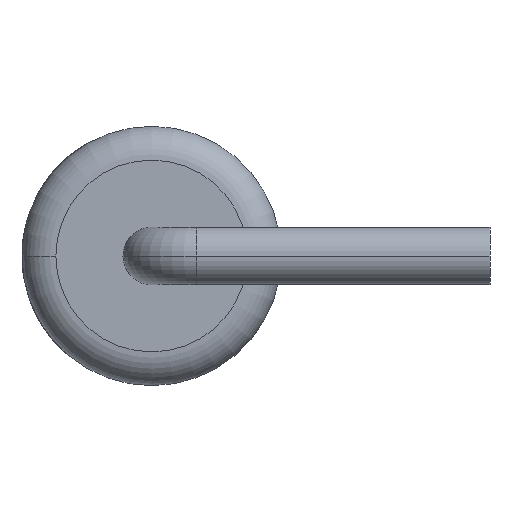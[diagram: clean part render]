
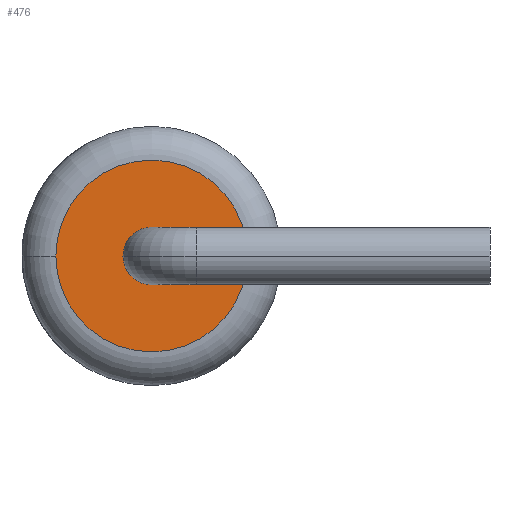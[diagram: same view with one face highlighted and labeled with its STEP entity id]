
A CAD part, left-side view. The second image highlights one B-rep face of the part: STEP entity #476.
In plain terms, the highlighted planar face has unit normal (-1, 0, 0).
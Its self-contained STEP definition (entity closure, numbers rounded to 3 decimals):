
#209 = CARTESIAN_POINT ( 'NONE',  ( 1.956, 5., 0. ) ) ;
#210 = DIRECTION ( 'NONE',  ( 1., 0., 0. ) ) ;
#211 = DIRECTION ( 'NONE',  ( 0., 0., 1. ) ) ;
#215 = CARTESIAN_POINT ( 'NONE',  ( 1.956, 5., 0. ) ) ;
#216 = DIRECTION ( 'NONE',  ( -1., 0., 0. ) ) ;
#217 = DIRECTION ( 'NONE',  ( 0., 1., 0. ) ) ;
#413 = EDGE_CURVE ( 'NONE', #1082, #1103, #1312, .T. ) ;
#476 = ADVANCED_FACE ( 'NONE', ( #2840, #2850 ), #2626, .F. ) ;
#493 = EDGE_CURVE ( 'NONE', #1122, #1096, #2867, .T. ) ;
#913 = ORIENTED_EDGE ( 'NONE', *, *, #1394, .T. ) ;
#914 = ORIENTED_EDGE ( 'NONE', *, *, #493, .T. ) ;
#915 = ORIENTED_EDGE ( 'NONE', *, *, #413, .T. ) ;
#916 = ORIENTED_EDGE ( 'NONE', *, *, #1392, .T. ) ;
#1082 = VERTEX_POINT ( 'NONE', #3034 ) ;
#1096 = VERTEX_POINT ( 'NONE', #3048 ) ;
#1103 = VERTEX_POINT ( 'NONE', #3055 ) ;
#1122 = VERTEX_POINT ( 'NONE', #3074 ) ;
#1312 = CIRCLE ( 'NONE', #1449, 0.51 ) ;
#1392 = EDGE_CURVE ( 'NONE', #1103, #1082, #2900, .T. ) ;
#1394 = EDGE_CURVE ( 'NONE', #1096, #1122, #2902, .T. ) ;
#1449 = AXIS2_PLACEMENT_3D ( 'NONE', #2151, #2152, #2153 ) ;
#2151 = CARTESIAN_POINT ( 'NONE',  ( 1.956, 5., 0. ) ) ;
#2152 = DIRECTION ( 'NONE',  ( 1., 0., 0. ) ) ;
#2153 = DIRECTION ( 'NONE',  ( 0., 0., 1. ) ) ;
#2626 = PLANE ( 'NONE',  #2747 ) ;
#2633 = CARTESIAN_POINT ( 'NONE',  ( 1.956, 5., 0. ) ) ;
#2634 = DIRECTION ( 'NONE',  ( 1., 0., 0. ) ) ;
#2635 = DIRECTION ( 'NONE',  ( 0., 1., 0. ) ) ;
#2674 = CARTESIAN_POINT ( 'NONE',  ( 1.956, 5., 0. ) ) ;
#2675 = DIRECTION ( 'NONE',  ( -1., 0., 0. ) ) ;
#2676 = DIRECTION ( 'NONE',  ( 0., 1., 0. ) ) ;
#2747 = AXIS2_PLACEMENT_3D ( 'NONE', #2633, #2634, #2635 ) ;
#2759 = AXIS2_PLACEMENT_3D ( 'NONE', #2674, #2675, #2676 ) ;
#2779 = AXIS2_PLACEMENT_3D ( 'NONE', #209, #210, #211 ) ;
#2781 = AXIS2_PLACEMENT_3D ( 'NONE', #215, #216, #217 ) ;
#2840 = FACE_OUTER_BOUND ( 'NONE', #3151, .T. ) ;
#2850 = FACE_BOUND ( 'NONE', #3161, .T. ) ;
#2867 = CIRCLE ( 'NONE', #2759, 1.7 ) ;
#2900 = CIRCLE ( 'NONE', #2779, 0.51 ) ;
#2902 = CIRCLE ( 'NONE', #2781, 1.7 ) ;
#3034 = CARTESIAN_POINT ( 'NONE',  ( 1.956, 5., -0.51 ) ) ;
#3048 = CARTESIAN_POINT ( 'NONE',  ( 1.956, 6.7, 0. ) ) ;
#3055 = CARTESIAN_POINT ( 'NONE',  ( 1.956, 5., 0.51 ) ) ;
#3074 = CARTESIAN_POINT ( 'NONE',  ( 1.956, 3.3, 0. ) ) ;
#3151 = EDGE_LOOP ( 'NONE', ( #913, #914 ) ) ;
#3161 = EDGE_LOOP ( 'NONE', ( #915, #916 ) ) ;
